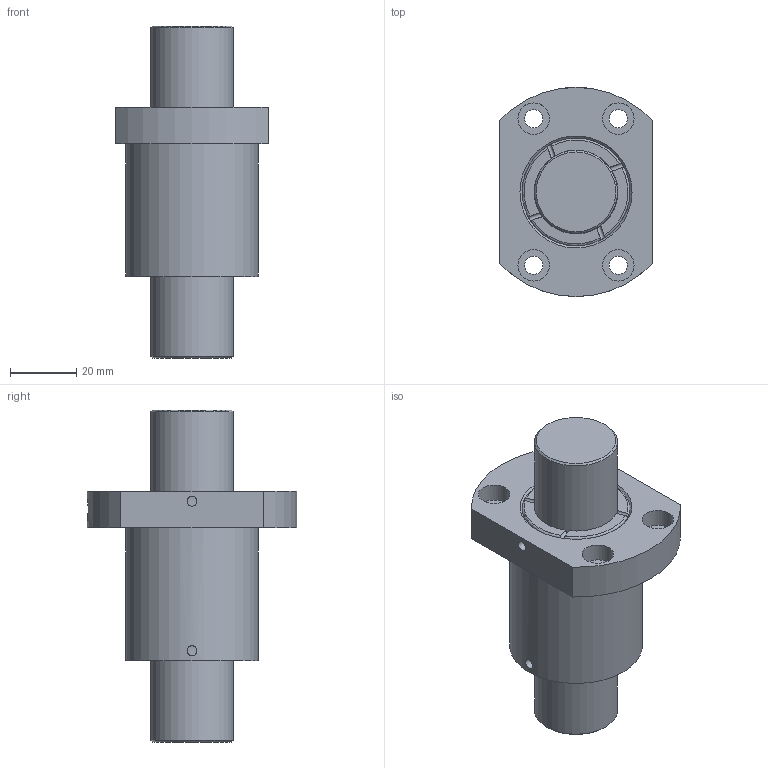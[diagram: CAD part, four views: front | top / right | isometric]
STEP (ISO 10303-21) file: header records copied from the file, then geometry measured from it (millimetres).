
FILE_DESCRIPTION(/* description */ ('STEP AP214'),/* implementation_level */ '2;1');
FILE_NAME(/* name */ 'SFNIR2505-4(100N1N100C2-1)',/* time_stamp */ '2025-09-08T11:34:52+02:00',/* author */ ('License CC BY-ND 4.0'),/* organization */ ('CADENAS'),/* preprocessor_version */ 'ST-DEVELOPER v19.3',/* originating_system */ 'PARTsolutions',/* authorisation */ ' ');
FILE_SCHEMA (('AUTOMOTIVE_DESIGN {1 0 10303 214 3 1 1}'));
Length unit declared in the file: millimetre
Products named in the file (1): SFNIR2505-4(100N1N100C2-1)
Bounding box: 46 x 63 x 100 mm (x, y, z)
Volume: 99905.7 mm3; surface area: 18307.7 mm2
Topology: 1 solids, 1 shells, 74 faces, 160 edges, 101 vertices
Faces by surface type: cylinder 41, plane 21, torus 8, cone 4
Full cylindrical faces by diameter (mm): 3 x4, 5.5 x4, 6.917 x1, 9.5 x4, 25 x2, 25.2 x2, 40 x1
Entity records: 2021 total; most frequent: CARTESIAN_POINT 518, DIRECTION 306, ORIENTED_EDGE 260, AXIS2_PLACEMENT_3D 141, EDGE_CURVE 130, EDGE_LOOP 118, FACE_BOUND 118, VERTEX_POINT 94
